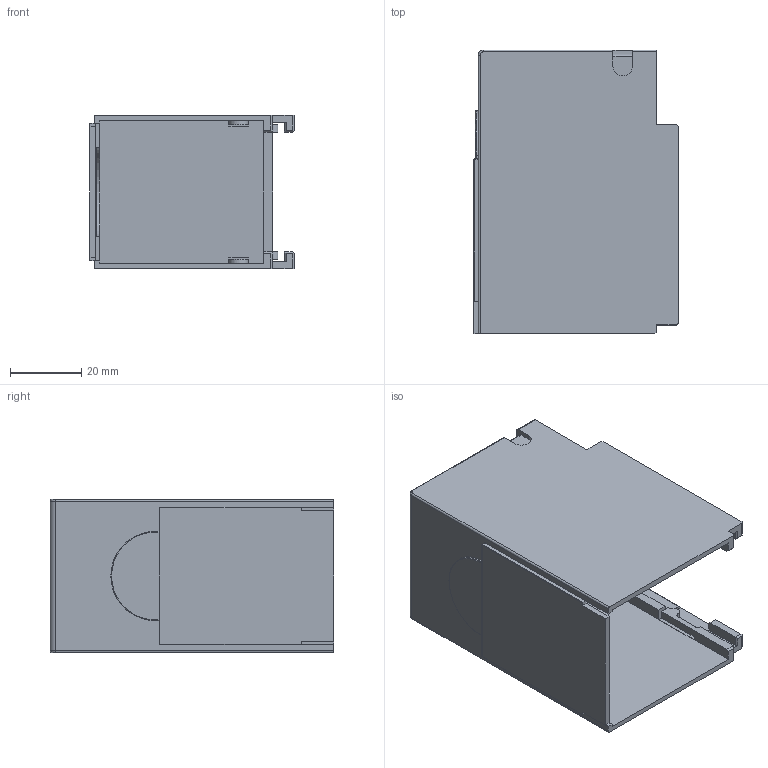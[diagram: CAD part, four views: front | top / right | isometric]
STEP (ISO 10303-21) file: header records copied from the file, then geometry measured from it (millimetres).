
FILE_DESCRIPTION((''),'2;1');
FILE_NAME('LIITINSUOJA_ASSY_SW0001','2022-08-12T08:43:17',('FIANLEH10'),(''),'CREO PARAMETRIC BY PTC INC, 2020184','CREO PARAMETRIC BY PTC INC, 2020184','');
FILE_SCHEMA(('AUTOMOTIVE_DESIGN { 1 0 10303 214 1 1 1 1 }'));
Length unit declared in the file: millimetre
Products named in the file (1): LIITINSUOJA_ASSY_SW0001
Bounding box: 57.2 x 79.5 x 43 mm (x, y, z)
Volume: 22598.4 mm3; surface area: 30195.1 mm2
Topology: 1 solids, 1 shells, 179 faces, 499 edges, 322 vertices
Faces by surface type: plane 140, cylinder 32, torus 3, sphere 2, cone 2
Entity records: 7530 total; most frequent: CARTESIAN_POINT 1025, ORIENTED_EDGE 994, DIRECTION 950, EDGE_CURVE 497, VECTOR 427, LINE 427, VERTEX_POINT 322, AXIS2_PLACEMENT_3D 260
